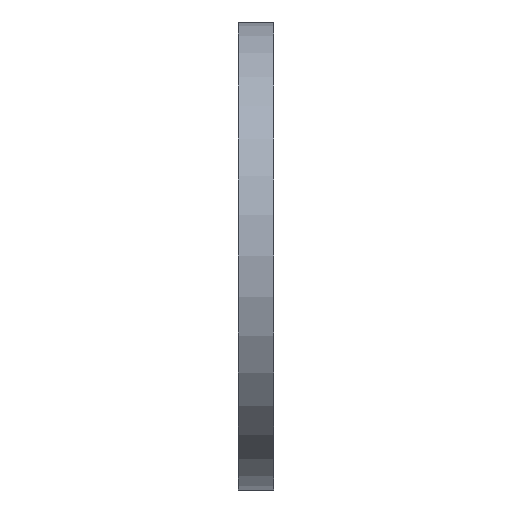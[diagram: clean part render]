
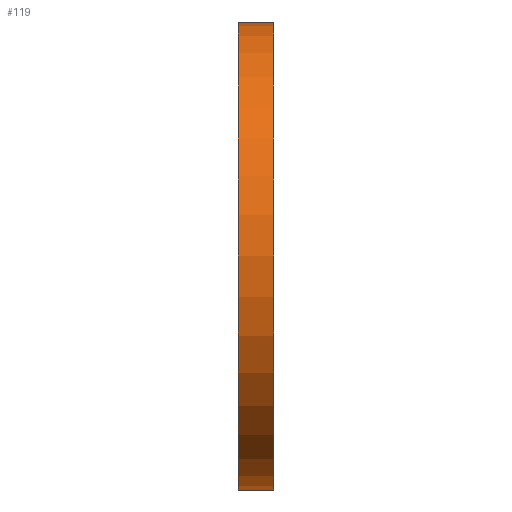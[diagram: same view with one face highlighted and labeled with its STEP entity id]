
A CAD part, left-side view. The second image highlights one B-rep face of the part: STEP entity #119.
In plain terms, the highlighted cylindrical face has radius 20 mm (diameter 40 mm), a partial arc.
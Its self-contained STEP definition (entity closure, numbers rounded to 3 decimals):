
#23 = ORIENTED_EDGE ( 'NONE', *, *, #708, .T. ) ;
#36 = EDGE_CURVE ( 'NONE', #583, #326, #42, .T. ) ;
#40 = LINE ( 'NONE', #294, #215 ) ;
#42 = LINE ( 'NONE', #466, #182 ) ;
#89 = EDGE_CURVE ( 'NONE', #461, #583, #359, .T. ) ;
#119 = ADVANCED_FACE ( 'NONE', ( #257 ), #667, .T. ) ;
#136 = CIRCLE ( 'NONE', #518, 20. ) ;
#182 = VECTOR ( 'NONE', #233, 1000. ) ;
#215 = VECTOR ( 'NONE', #355, 1000. ) ;
#233 = DIRECTION ( 'NONE',  ( 0., -1., 0. ) ) ;
#257 = FACE_OUTER_BOUND ( 'NONE', #452, .T. ) ;
#262 = CARTESIAN_POINT ( 'NONE',  ( 0., 3., -20. ) ) ;
#294 = CARTESIAN_POINT ( 'NONE',  ( 0., 3., -20. ) ) ;
#296 = CARTESIAN_POINT ( 'NONE',  ( 0., 3., 0. ) ) ;
#326 = VERTEX_POINT ( 'NONE', #622 ) ;
#349 = DIRECTION ( 'NONE',  ( 0., 1., 0. ) ) ;
#355 = DIRECTION ( 'NONE',  ( 0., -1., 0. ) ) ;
#359 = CIRCLE ( 'NONE', #670, 20. ) ;
#362 = ORIENTED_EDGE ( 'NONE', *, *, #89, .F. ) ;
#412 = CARTESIAN_POINT ( 'NONE',  ( 0., 3., 0. ) ) ;
#421 = DIRECTION ( 'NONE',  ( 0., 0., 1. ) ) ;
#452 = EDGE_LOOP ( 'NONE', ( #777, #362, #23, #515 ) ) ;
#461 = VERTEX_POINT ( 'NONE', #262 ) ;
#466 = CARTESIAN_POINT ( 'NONE',  ( 0., 3., 20. ) ) ;
#476 = DIRECTION ( 'NONE',  ( 0., 1., 0. ) ) ;
#515 = ORIENTED_EDGE ( 'NONE', *, *, #612, .T. ) ;
#517 = CARTESIAN_POINT ( 'NONE',  ( 0., 0., -20. ) ) ;
#518 = AXIS2_PLACEMENT_3D ( 'NONE', #781, #349, #774 ) ;
#583 = VERTEX_POINT ( 'NONE', #653 ) ;
#591 = VERTEX_POINT ( 'NONE', #517 ) ;
#596 = DIRECTION ( 'NONE',  ( 0., -1., 0. ) ) ;
#612 = EDGE_CURVE ( 'NONE', #591, #326, #136, .T. ) ;
#622 = CARTESIAN_POINT ( 'NONE',  ( 0., 0., 20. ) ) ;
#642 = AXIS2_PLACEMENT_3D ( 'NONE', #412, #596, #666 ) ;
#653 = CARTESIAN_POINT ( 'NONE',  ( 0., 3., 20. ) ) ;
#666 = DIRECTION ( 'NONE',  ( 0., 0., -1. ) ) ;
#667 = CYLINDRICAL_SURFACE ( 'NONE', #642, 20. ) ;
#670 = AXIS2_PLACEMENT_3D ( 'NONE', #296, #476, #421 ) ;
#708 = EDGE_CURVE ( 'NONE', #461, #591, #40, .T. ) ;
#774 = DIRECTION ( 'NONE',  ( 0., 0., 1. ) ) ;
#777 = ORIENTED_EDGE ( 'NONE', *, *, #36, .F. ) ;
#781 = CARTESIAN_POINT ( 'NONE',  ( 0., 0., 0. ) ) ;
